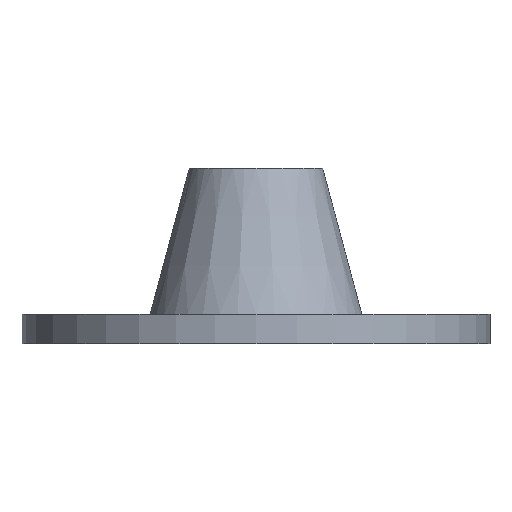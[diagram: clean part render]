
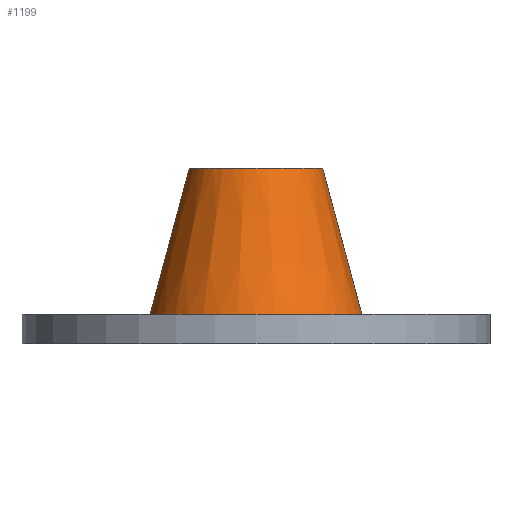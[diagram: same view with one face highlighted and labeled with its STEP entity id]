
A CAD part, front view. The second image highlights one B-rep face of the part: STEP entity #1199.
In plain terms, the highlighted conical face has half-angle 15 degrees and reference radius 36.208 mm.
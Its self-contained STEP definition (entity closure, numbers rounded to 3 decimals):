
#19 = CONICAL_SURFACE ( 'NONE', #853, 36.208, 0.262 ) ;
#142 = DIRECTION ( 'NONE',  ( -1., 0., 0. ) ) ;
#147 = EDGE_CURVE ( 'NONE', #687, #805, #1540, .T. ) ;
#196 = ORIENTED_EDGE ( 'NONE', *, *, #423, .T. ) ;
#344 = DIRECTION ( 'NONE',  ( 1., 0., 0. ) ) ;
#356 = DIRECTION ( 'NONE',  ( 0., 0., 1. ) ) ;
#369 = DIRECTION ( 'NONE',  ( -0.259, 0., -0.966 ) ) ;
#382 = CARTESIAN_POINT ( 'NONE',  ( 22.81, 0., 60. ) ) ;
#423 = EDGE_CURVE ( 'NONE', #1390, #805, #648, .T. ) ;
#461 = CARTESIAN_POINT ( 'NONE',  ( -36.208, 0., 10. ) ) ;
#574 = EDGE_CURVE ( 'NONE', #1193, #687, #1287, .T. ) ;
#590 = ORIENTED_EDGE ( 'NONE', *, *, #574, .F. ) ;
#613 = CARTESIAN_POINT ( 'NONE',  ( 0., 0., 10. ) ) ;
#628 = AXIS2_PLACEMENT_3D ( 'NONE', #1369, #356, #344 ) ;
#648 = CIRCLE ( 'NONE', #849, 36.208 ) ;
#672 = DIRECTION ( 'NONE',  ( 1., 0., 0. ) ) ;
#687 = VERTEX_POINT ( 'NONE', #382 ) ;
#762 = CARTESIAN_POINT ( 'NONE',  ( -36.208, 0., 10. ) ) ;
#783 = CARTESIAN_POINT ( 'NONE',  ( 36.208, 0., 10. ) ) ;
#805 = VERTEX_POINT ( 'NONE', #783 ) ;
#849 = AXIS2_PLACEMENT_3D ( 'NONE', #1204, #924, #672 ) ;
#853 = AXIS2_PLACEMENT_3D ( 'NONE', #613, #1514, #142 ) ;
#924 = DIRECTION ( 'NONE',  ( 0., 0., 1. ) ) ;
#928 = CARTESIAN_POINT ( 'NONE',  ( 36.208, 0., 10. ) ) ;
#1054 = DIRECTION ( 'NONE',  ( 0.259, 0., -0.966 ) ) ;
#1138 = CARTESIAN_POINT ( 'NONE',  ( -22.81, 0., 60. ) ) ;
#1160 = VECTOR ( 'NONE', #369, 1000. ) ;
#1193 = VERTEX_POINT ( 'NONE', #1138 ) ;
#1199 = ADVANCED_FACE ( 'NONE', ( #1261 ), #19, .T. ) ;
#1204 = CARTESIAN_POINT ( 'NONE',  ( 0., 0., 10. ) ) ;
#1225 = EDGE_CURVE ( 'NONE', #1193, #1390, #1300, .T. ) ;
#1228 = VECTOR ( 'NONE', #1054, 1000. ) ;
#1261 = FACE_OUTER_BOUND ( 'NONE', #1371, .T. ) ;
#1287 = CIRCLE ( 'NONE', #628, 22.81 ) ;
#1300 = LINE ( 'NONE', #762, #1160 ) ;
#1369 = CARTESIAN_POINT ( 'NONE',  ( 0., 0., 60. ) ) ;
#1371 = EDGE_LOOP ( 'NONE', ( #1416, #590, #1580, #196 ) ) ;
#1390 = VERTEX_POINT ( 'NONE', #461 ) ;
#1416 = ORIENTED_EDGE ( 'NONE', *, *, #147, .F. ) ;
#1514 = DIRECTION ( 'NONE',  ( 0., 0., -1. ) ) ;
#1540 = LINE ( 'NONE', #928, #1228 ) ;
#1580 = ORIENTED_EDGE ( 'NONE', *, *, #1225, .T. ) ;
